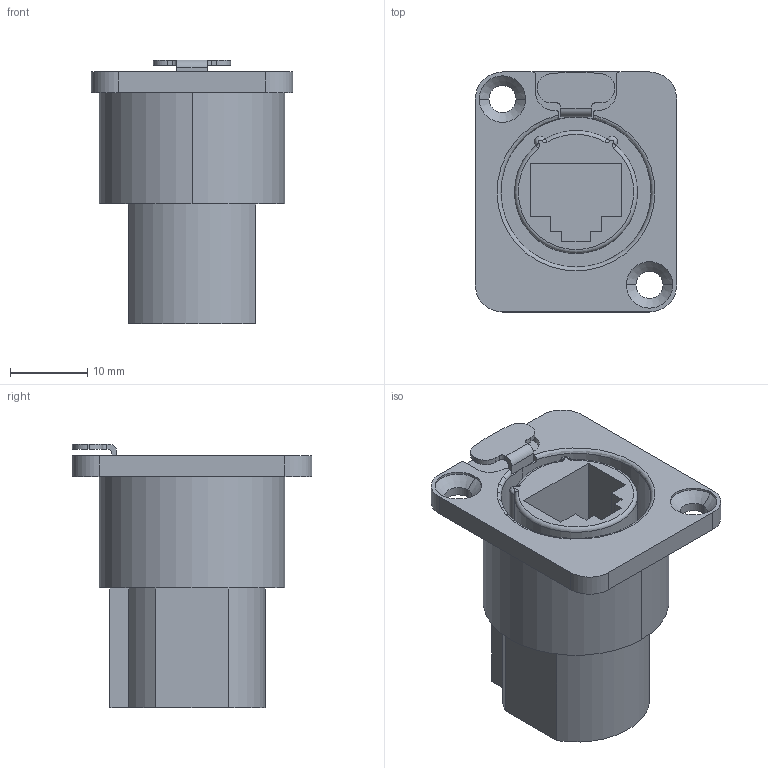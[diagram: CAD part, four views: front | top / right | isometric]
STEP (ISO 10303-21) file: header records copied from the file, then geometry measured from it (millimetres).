
FILE_DESCRIPTION((''),'2;1');
FILE_NAME('D-NE8FDX-P6','2016-03-17T',('odo'),(''),'CREO PARAMETRIC BY PTC INC, 2015380','CREO PARAMETRIC BY PTC INC, 2015380','');
FILE_SCHEMA(('CONFIG_CONTROL_DESIGN'));
Length unit declared in the file: millimetre
Products named in the file (1): D-NE8FDX-P6
Bounding box: 26 x 31 x 34.1 mm (x, y, z)
Volume: 8995.6 mm3; surface area: 6685.9 mm2
Topology: 1 solids, 1 shells, 109 faces, 292 edges, 186 vertices
Faces by surface type: plane 58, cylinder 38, bspline 6, cone 4, torus 3
Entity records: 3517 total; most frequent: CARTESIAN_POINT 709, DIRECTION 587, ORIENTED_EDGE 576, EDGE_CURVE 288, AXIS2_PLACEMENT_3D 198, VECTOR 191, LINE 191, VERTEX_POINT 186
